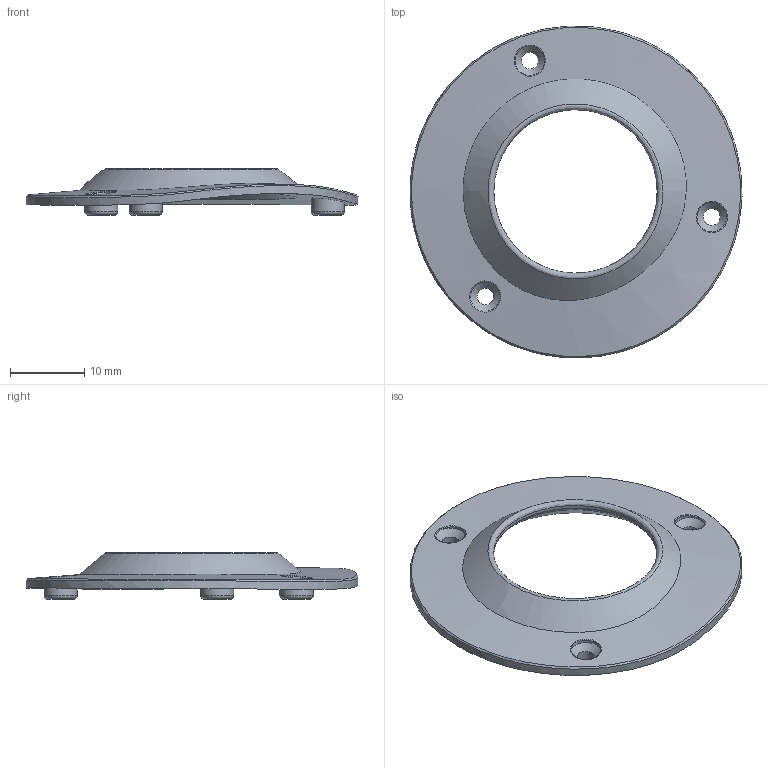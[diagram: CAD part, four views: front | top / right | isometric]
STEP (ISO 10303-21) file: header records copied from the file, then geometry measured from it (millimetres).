
FILE_DESCRIPTION(/* description */ ('','CAx-IF Rec.Pracs.---Representation and Presentation of Product Manufacturing Information (PMI)---4.0---2014-10-13'),/* implementation_level */ '2;1');
FILE_NAME(/* name */ 'GateplateRounded.step',/* time_stamp */ '2025-02-13T20:55:49-08:00',/* author */ (''),/* organization */ (''),/* preprocessor_version */ 'ST-DEVELOPER v20',/* originating_system */ 'Autodesk Translation Framework v13.20.0.188',/* authorisation */ '');
FILE_SCHEMA (('AP242_MANAGED_MODEL_BASED_3D_ENGINEERING_MIM_LF { 1 0 10303 442 1 1 4 }'));
Length unit declared in the file: millimetre
Products named in the file (1): TopShell
Bounding box: 44.73 x 44.71 x 6.27 mm (x, y, z)
Volume: 1619.1 mm3; surface area: 2891 mm2
Topology: 1 solids, 1 shells, 31 faces, 73 edges, 47 vertices
Faces by surface type: cylinder 11, bspline 9, cone 3, plane 3, torus 3, sphere 2
Full cylindrical faces by diameter (mm): 2.25 x3, 4 x2, 4.46 x3, 21.999 x1, 44.732 x1
Entity records: 6910 total; most frequent: CARTESIAN_POINT 6210, ORIENTED_EDGE 146, DIRECTION 109, EDGE_CURVE 73, VERTEX_POINT 47, AXIS2_PLACEMENT_3D 47, EDGE_LOOP 42, B_SPLINE_CURVE_WITH_KNOTS 34
